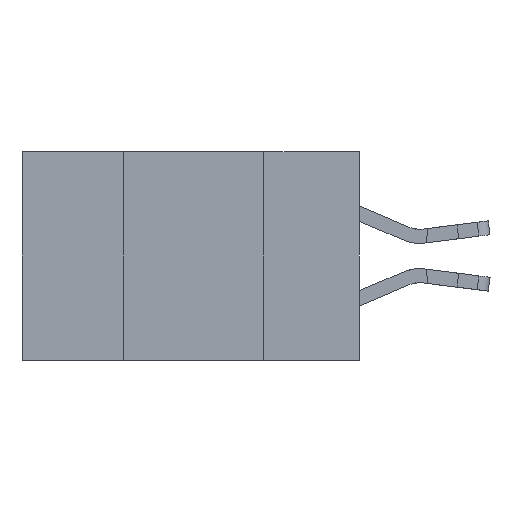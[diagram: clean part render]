
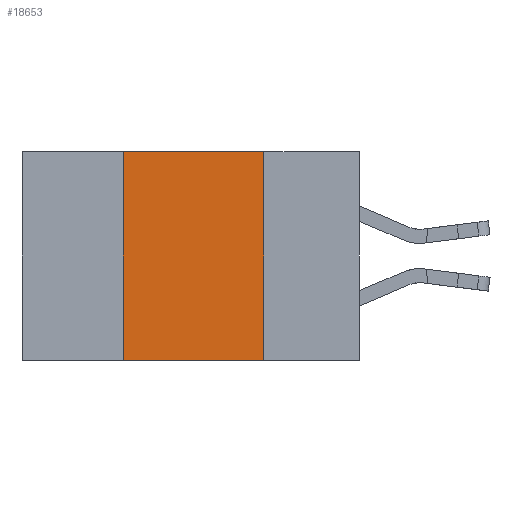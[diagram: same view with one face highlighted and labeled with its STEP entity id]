
A CAD part, left-side view. The second image highlights one B-rep face of the part: STEP entity #18653.
In plain terms, the highlighted planar face has unit normal (-1, 0, 0).
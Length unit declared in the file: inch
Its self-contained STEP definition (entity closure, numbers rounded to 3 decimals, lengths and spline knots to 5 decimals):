
#6 = VERTEX_POINT ( 'NONE', #20628 ) ;
#138 = DIRECTION ( 'NONE',  ( 0., -1., 0. ) ) ;
#394 = VERTEX_POINT ( 'NONE', #20846 ) ;
#1147 = DIRECTION ( 'NONE',  ( 0., -1., 0. ) ) ;
#1505 = ORIENTED_EDGE ( 'NONE', *, *, #6897, .F. ) ;
#1721 = PLANE ( 'NONE',  #5670 ) ;
#2188 = EDGE_CURVE ( 'NONE', #18158, #6, #19868, .T. ) ;
#3538 = DIRECTION ( 'NONE',  ( 1., 0., 0. ) ) ;
#4332 = VECTOR ( 'NONE', #12694, 39.37008 ) ;
#5670 = AXIS2_PLACEMENT_3D ( 'NONE', #13868, #3538, #15566 ) ;
#6631 = VERTEX_POINT ( 'NONE', #13747 ) ;
#6707 = CARTESIAN_POINT ( 'NONE',  ( 0., 0.6, -0.37 ) ) ;
#6767 = VECTOR ( 'NONE', #138, 39.37008 ) ;
#6897 = EDGE_CURVE ( 'NONE', #394, #6, #17975, .T. ) ;
#7994 = CARTESIAN_POINT ( 'NONE',  ( 0., 0.42, 0. ) ) ;
#10477 = EDGE_LOOP ( 'NONE', ( #1505, #13674, #19057, #11878 ) ) ;
#10917 = LINE ( 'NONE', #15009, #19445 ) ;
#11771 = VECTOR ( 'NONE', #19964, 39.37008 ) ;
#11878 = ORIENTED_EDGE ( 'NONE', *, *, #2188, .T. ) ;
#12694 = DIRECTION ( 'NONE',  ( 0., 0., -1. ) ) ;
#13674 = ORIENTED_EDGE ( 'NONE', *, *, #21887, .F. ) ;
#13747 = CARTESIAN_POINT ( 'NONE',  ( 0., 0.42, 0. ) ) ;
#13868 = CARTESIAN_POINT ( 'NONE',  ( 0., 0.6, 0. ) ) ;
#15009 = CARTESIAN_POINT ( 'NONE',  ( 0., 0.6, 0. ) ) ;
#15566 = DIRECTION ( 'NONE',  ( 0., 0., -1. ) ) ;
#15844 = CARTESIAN_POINT ( 'NONE',  ( 0., 0.42, -0.37 ) ) ;
#16024 = CARTESIAN_POINT ( 'NONE',  ( 0., 0.17, 0. ) ) ;
#16262 = LINE ( 'NONE', #7994, #11771 ) ;
#16867 = FACE_OUTER_BOUND ( 'NONE', #10477, .T. ) ;
#17975 = LINE ( 'NONE', #16024, #4332 ) ;
#18158 = VERTEX_POINT ( 'NONE', #15844 ) ;
#18653 = ADVANCED_FACE ( 'NONE', ( #16867 ), #1721, .F. ) ;
#19057 = ORIENTED_EDGE ( 'NONE', *, *, #21099, .F. ) ;
#19445 = VECTOR ( 'NONE', #1147, 39.37008 ) ;
#19868 = LINE ( 'NONE', #6707, #6767 ) ;
#19964 = DIRECTION ( 'NONE',  ( 0., 0., 1. ) ) ;
#20628 = CARTESIAN_POINT ( 'NONE',  ( 0., 0.17, -0.37 ) ) ;
#20846 = CARTESIAN_POINT ( 'NONE',  ( 0., 0.17, 0. ) ) ;
#21099 = EDGE_CURVE ( 'NONE', #18158, #6631, #16262, .T. ) ;
#21887 = EDGE_CURVE ( 'NONE', #6631, #394, #10917, .T. ) ;
